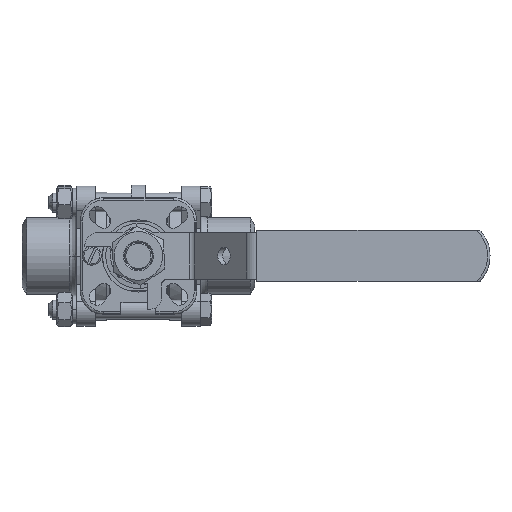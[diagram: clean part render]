
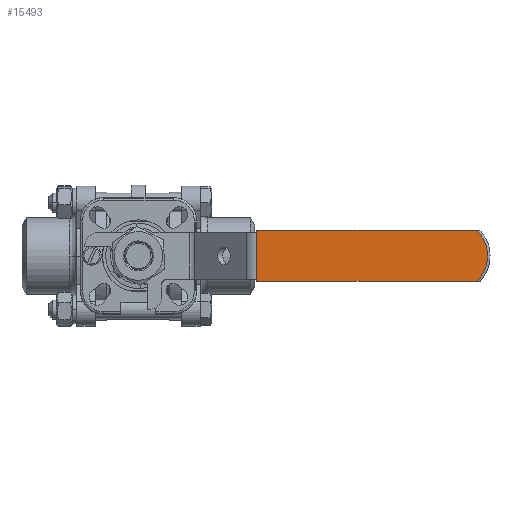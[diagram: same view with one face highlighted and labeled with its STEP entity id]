
A CAD part, top view. The second image highlights one B-rep face of the part: STEP entity #15493.
In plain terms, the highlighted planar face has unit normal (0, 0, 1).
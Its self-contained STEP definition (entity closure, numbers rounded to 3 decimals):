
#15398=CARTESIAN_POINT('',(165.846,2.41,69.959));
#15399=VERTEX_POINT('',#15398);
#15413=CARTESIAN_POINT('',(71.376,2.41,69.959));
#15414=VERTEX_POINT('',#15413);
#15415=CARTESIAN_POINT('',(165.846,2.41,69.959));
#15416=DIRECTION('',(-1.0,0.0,0.0));
#15417=VECTOR('',#15416,94.47);
#15418=LINE('',#15415,#15417);
#15419=EDGE_CURVE('',#15399,#15414,#15418,.T.);
#15445=CARTESIAN_POINT('',(165.846,24.41,69.959));
#15446=VERTEX_POINT('',#15445);
#15460=CARTESIAN_POINT('',(155.648,13.41,69.959));
#15461=DIRECTION('',(0.0,0.0,-1.0));
#15462=DIRECTION('',(1.0,0.0,0.0));
#15463=AXIS2_PLACEMENT_3D('',#15460,#15461,#15462);
#15464=CIRCLE('',#15463,15.);
#15465=EDGE_CURVE('',#15446,#15399,#15464,.T.);
#15470=CARTESIAN_POINT('',(121.012,13.41,69.959));
#15471=DIRECTION('',(0.0,0.0,1.0));
#15472=DIRECTION('',(0.0,-1.0,0.0));
#15473=AXIS2_PLACEMENT_3D('',#15470,#15471,#15472);
#15474=PLANE('',#15473);
#15475=ORIENTED_EDGE('',*,*,#15465,.F.);
#15476=CARTESIAN_POINT('',(71.376,24.41,69.959));
#15477=VERTEX_POINT('',#15476);
#15478=CARTESIAN_POINT('',(71.376,24.41,69.959));
#15479=DIRECTION('',(1.0,0.0,0.0));
#15480=VECTOR('',#15479,94.47);
#15481=LINE('',#15478,#15480);
#15482=EDGE_CURVE('',#15477,#15446,#15481,.T.);
#15483=ORIENTED_EDGE('',*,*,#15482,.F.);
#15484=CARTESIAN_POINT('',(71.376,24.41,69.959));
#15485=DIRECTION('',(0.0,-1.0,0.0));
#15486=VECTOR('',#15485,22.);
#15487=LINE('',#15484,#15486);
#15488=EDGE_CURVE('',#15414,#15477,#15487,.F.);
#15489=ORIENTED_EDGE('',*,*,#15488,.F.);
#15490=ORIENTED_EDGE('',*,*,#15419,.F.);
#15491=EDGE_LOOP('',(#15475,#15483,#15489,#15490));
#15492=FACE_OUTER_BOUND('',#15491,.T.);
#15493=ADVANCED_FACE('',(#15492),#15474,.T.);
